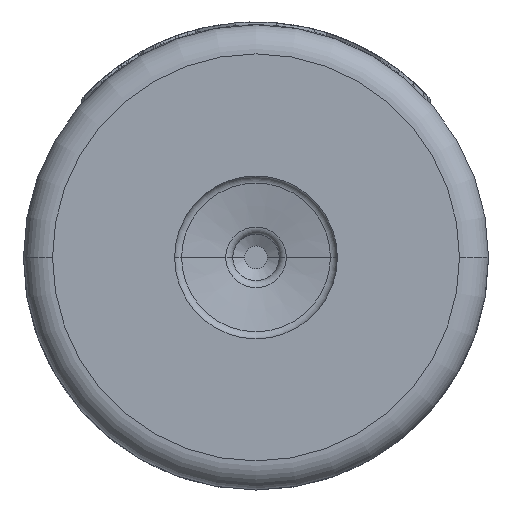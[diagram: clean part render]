
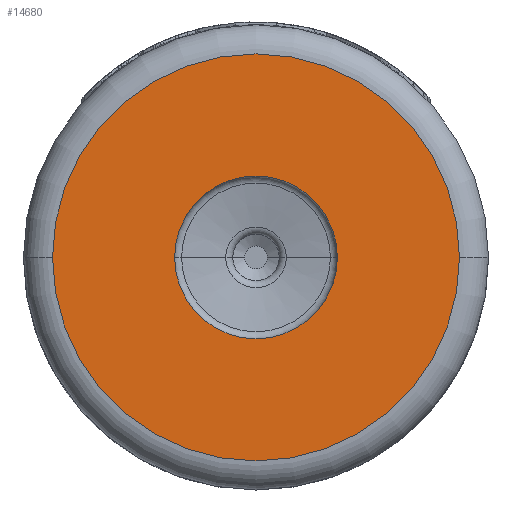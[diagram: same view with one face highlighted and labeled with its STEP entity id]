
A CAD part, front view. The second image highlights one B-rep face of the part: STEP entity #14680.
In plain terms, the highlighted planar face has unit normal (0, -1, 0).
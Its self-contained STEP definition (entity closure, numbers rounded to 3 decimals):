
#2357=CARTESIAN_POINT('',(0.,-4.,0.));
#2358=DIRECTION('',(0.,-1.,0.));
#2359=DIRECTION('',(-1.,0.,0.));
#2360=AXIS2_PLACEMENT_3D('',#2357,#2358,#2359);
#2372=CARTESIAN_POINT('',(0.,-4.,0.));
#2373=DIRECTION('',(0.,-1.,0.));
#2374=DIRECTION('',(-1.,0.,0.));
#2375=AXIS2_PLACEMENT_3D('',#2372,#2373,#2374);
#2377=CARTESIAN_POINT('',(0.,-4.,0.));
#2378=DIRECTION('',(0.,-1.,0.));
#2379=DIRECTION('',(1.,0.,0.));
#2380=AXIS2_PLACEMENT_3D('',#2377,#2378,#2379);
#2382=CARTESIAN_POINT('',(0.,-4.,0.));
#2383=DIRECTION('',(0.,-1.,0.));
#2384=DIRECTION('',(1.,0.,0.));
#2385=AXIS2_PLACEMENT_3D('',#2382,#2383,#2384);
#12115=CARTESIAN_POINT('',(-1.4,-4.,0.));
#12116=CARTESIAN_POINT('',(1.4,-4.,0.));
#12117=VERTEX_POINT('',#12115);
#12118=VERTEX_POINT('',#12116);
#12119=CARTESIAN_POINT('',(3.5,-4.,0.));
#12120=CARTESIAN_POINT('',(-3.5,-4.,0.));
#12121=VERTEX_POINT('',#12119);
#12122=VERTEX_POINT('',#12120);
#14664=CARTESIAN_POINT('',(0.,-4.,0.));
#14665=DIRECTION('',(0.,1.,0.));
#14666=DIRECTION('',(1.,0.,0.));
#14667=AXIS2_PLACEMENT_3D('',#14664,#14665,#14666);
#14668=PLANE('',#14667);
#14670=ORIENTED_EDGE('',*,*,#14669,.F.);
#14671=ORIENTED_EDGE('',*,*,#14654,.F.);
#14672=EDGE_LOOP('',(#14670,#14671));
#14673=FACE_OUTER_BOUND('',#14672,.F.);
#14675=ORIENTED_EDGE('',*,*,#14674,.T.);
#14677=ORIENTED_EDGE('',*,*,#14676,.T.);
#14678=EDGE_LOOP('',(#14675,#14677));
#14679=FACE_BOUND('',#14678,.F.);
#14680=ADVANCED_FACE('',(#14673,#14679),#14668,.F.);
#2361=CIRCLE('',#2360,3.5);
#2376=CIRCLE('',#2375,1.4);
#2381=CIRCLE('',#2380,1.4);
#2386=CIRCLE('',#2385,3.5);
#14654=EDGE_CURVE('',#12122,#12121,#2361,.T.);
#14669=EDGE_CURVE('',#12121,#12122,#2386,.T.);
#14674=EDGE_CURVE('',#12117,#12118,#2376,.T.);
#14676=EDGE_CURVE('',#12118,#12117,#2381,.T.);
